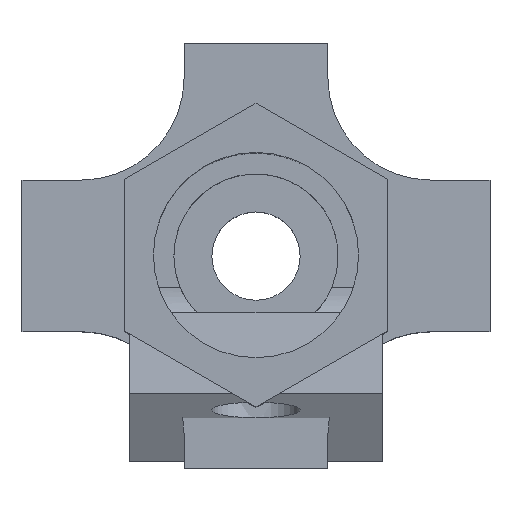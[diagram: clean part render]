
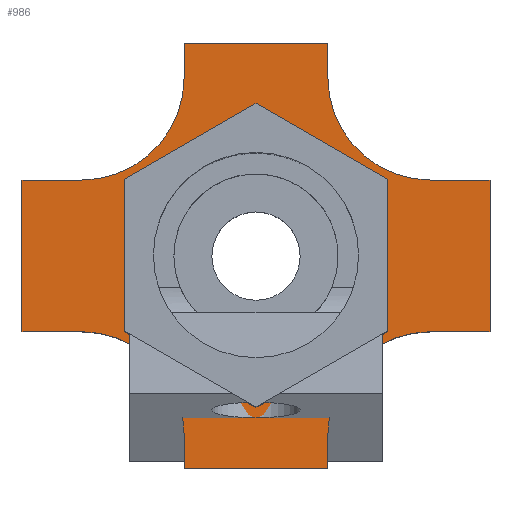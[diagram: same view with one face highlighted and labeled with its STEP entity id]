
A CAD part, top view. The second image highlights one B-rep face of the part: STEP entity #986.
In plain terms, the highlighted planar face has unit normal (0, 0, 1).
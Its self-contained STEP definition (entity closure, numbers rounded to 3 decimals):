
#44=FACE_BOUND('',#163,.T.);
#69=CIRCLE('',#1071,5.);
#70=CIRCLE('',#1072,5.);
#71=CIRCLE('',#1073,5.);
#72=CIRCLE('',#1074,5.);
#107=FACE_OUTER_BOUND('',#162,.T.);
#162=EDGE_LOOP('',(#775,#776,#777,#778,#779,#780,#781,#782,#783,#784,#785,
#786,#787,#788,#789,#790));
#163=EDGE_LOOP('',(#791,#792,#793,#794,#795,#796));
#243=LINE('',#1681,#348);
#244=LINE('',#1683,#349);
#245=LINE('',#1685,#350);
#246=LINE('',#1689,#351);
#247=LINE('',#1691,#352);
#248=LINE('',#1693,#353);
#249=LINE('',#1697,#354);
#250=LINE('',#1699,#355);
#251=LINE('',#1701,#356);
#252=LINE('',#1705,#357);
#253=LINE('',#1707,#358);
#254=LINE('',#1708,#359);
#255=LINE('',#1711,#360);
#256=LINE('',#1713,#361);
#257=LINE('',#1715,#362);
#258=LINE('',#1717,#363);
#259=LINE('',#1719,#364);
#260=LINE('',#1720,#365);
#348=VECTOR('',#1243,10.);
#349=VECTOR('',#1244,10.);
#350=VECTOR('',#1245,10.);
#351=VECTOR('',#1248,10.);
#352=VECTOR('',#1249,10.);
#353=VECTOR('',#1250,10.);
#354=VECTOR('',#1253,10.);
#355=VECTOR('',#1254,10.);
#356=VECTOR('',#1255,10.);
#357=VECTOR('',#1258,10.);
#358=VECTOR('',#1259,10.);
#359=VECTOR('',#1260,10.);
#360=VECTOR('',#1261,10.);
#361=VECTOR('',#1262,10.);
#362=VECTOR('',#1263,10.);
#363=VECTOR('',#1264,10.);
#364=VECTOR('',#1265,10.);
#365=VECTOR('',#1266,10.);
#456=VERTEX_POINT('',#1677);
#457=VERTEX_POINT('',#1678);
#458=VERTEX_POINT('',#1680);
#459=VERTEX_POINT('',#1682);
#460=VERTEX_POINT('',#1684);
#461=VERTEX_POINT('',#1686);
#462=VERTEX_POINT('',#1688);
#463=VERTEX_POINT('',#1690);
#464=VERTEX_POINT('',#1692);
#465=VERTEX_POINT('',#1694);
#466=VERTEX_POINT('',#1696);
#467=VERTEX_POINT('',#1698);
#468=VERTEX_POINT('',#1700);
#469=VERTEX_POINT('',#1702);
#470=VERTEX_POINT('',#1704);
#471=VERTEX_POINT('',#1706);
#472=VERTEX_POINT('',#1709);
#473=VERTEX_POINT('',#1710);
#474=VERTEX_POINT('',#1712);
#475=VERTEX_POINT('',#1714);
#476=VERTEX_POINT('',#1716);
#477=VERTEX_POINT('',#1718);
#573=EDGE_CURVE('',#456,#457,#69,.F.);
#574=EDGE_CURVE('',#457,#458,#243,.T.);
#575=EDGE_CURVE('',#458,#459,#244,.T.);
#576=EDGE_CURVE('',#459,#460,#245,.T.);
#577=EDGE_CURVE('',#461,#460,#70,.T.);
#578=EDGE_CURVE('',#461,#462,#246,.T.);
#579=EDGE_CURVE('',#462,#463,#247,.T.);
#580=EDGE_CURVE('',#463,#464,#248,.T.);
#581=EDGE_CURVE('',#464,#465,#71,.F.);
#582=EDGE_CURVE('',#465,#466,#249,.T.);
#583=EDGE_CURVE('',#466,#467,#250,.T.);
#584=EDGE_CURVE('',#467,#468,#251,.T.);
#585=EDGE_CURVE('',#469,#468,#72,.T.);
#586=EDGE_CURVE('',#469,#470,#252,.T.);
#587=EDGE_CURVE('',#470,#471,#253,.T.);
#588=EDGE_CURVE('',#471,#456,#254,.T.);
#589=EDGE_CURVE('',#472,#473,#255,.T.);
#590=EDGE_CURVE('',#474,#472,#256,.T.);
#591=EDGE_CURVE('',#475,#474,#257,.T.);
#592=EDGE_CURVE('',#476,#475,#258,.T.);
#593=EDGE_CURVE('',#477,#476,#259,.T.);
#594=EDGE_CURVE('',#473,#477,#260,.T.);
#775=ORIENTED_EDGE('',*,*,#573,.T.);
#776=ORIENTED_EDGE('',*,*,#574,.T.);
#777=ORIENTED_EDGE('',*,*,#575,.T.);
#778=ORIENTED_EDGE('',*,*,#576,.T.);
#779=ORIENTED_EDGE('',*,*,#577,.F.);
#780=ORIENTED_EDGE('',*,*,#578,.T.);
#781=ORIENTED_EDGE('',*,*,#579,.T.);
#782=ORIENTED_EDGE('',*,*,#580,.T.);
#783=ORIENTED_EDGE('',*,*,#581,.T.);
#784=ORIENTED_EDGE('',*,*,#582,.T.);
#785=ORIENTED_EDGE('',*,*,#583,.T.);
#786=ORIENTED_EDGE('',*,*,#584,.T.);
#787=ORIENTED_EDGE('',*,*,#585,.F.);
#788=ORIENTED_EDGE('',*,*,#586,.T.);
#789=ORIENTED_EDGE('',*,*,#587,.T.);
#790=ORIENTED_EDGE('',*,*,#588,.T.);
#791=ORIENTED_EDGE('',*,*,#589,.F.);
#792=ORIENTED_EDGE('',*,*,#590,.F.);
#793=ORIENTED_EDGE('',*,*,#591,.F.);
#794=ORIENTED_EDGE('',*,*,#592,.F.);
#795=ORIENTED_EDGE('',*,*,#593,.F.);
#796=ORIENTED_EDGE('',*,*,#594,.F.);
#940=PLANE('',#1070);
#986=ADVANCED_FACE('',(#107,#44),#940,.T.);
#1070=AXIS2_PLACEMENT_3D('',#1676,#1239,#1240);
#1071=AXIS2_PLACEMENT_3D('',#1679,#1241,#1242);
#1072=AXIS2_PLACEMENT_3D('',#1687,#1246,#1247);
#1073=AXIS2_PLACEMENT_3D('',#1695,#1251,#1252);
#1074=AXIS2_PLACEMENT_3D('',#1703,#1256,#1257);
#1239=DIRECTION('center_axis',(0.,0.,1.));
#1240=DIRECTION('ref_axis',(1.,0.,0.));
#1241=DIRECTION('center_axis',(0.,0.,1.));
#1242=DIRECTION('ref_axis',(0.,-1.,0.));
#1243=DIRECTION('',(-1.,0.,0.));
#1244=DIRECTION('',(0.,-1.,0.));
#1245=DIRECTION('',(1.,0.,0.));
#1246=DIRECTION('center_axis',(0.,0.,1.));
#1247=DIRECTION('ref_axis',(0.,1.,0.));
#1248=DIRECTION('',(0.,-1.,0.));
#1249=DIRECTION('',(1.,0.,0.));
#1250=DIRECTION('',(0.,1.,0.));
#1251=DIRECTION('center_axis',(0.,0.,1.));
#1252=DIRECTION('ref_axis',(0.,1.,0.));
#1253=DIRECTION('',(1.,0.,0.));
#1254=DIRECTION('',(0.,1.,0.));
#1255=DIRECTION('',(-1.,0.,0.));
#1256=DIRECTION('center_axis',(0.,0.,1.));
#1257=DIRECTION('ref_axis',(0.,-1.,0.));
#1258=DIRECTION('',(0.,1.,0.));
#1259=DIRECTION('',(-1.,0.,0.));
#1260=DIRECTION('',(0.,-1.,0.));
#1261=DIRECTION('',(0.866,-0.5,0.));
#1262=DIRECTION('',(0.,-1.,0.));
#1263=DIRECTION('',(-0.866,-0.5,0.));
#1264=DIRECTION('',(-0.866,0.5,0.));
#1265=DIRECTION('',(0.,1.,0.));
#1266=DIRECTION('',(0.866,0.5,0.));
#1676=CARTESIAN_POINT('Origin',(-8.9,0.,7.));
#1677=CARTESIAN_POINT('',(-3.5,8.695,7.));
#1678=CARTESIAN_POINT('',(-8.5,3.695,7.));
#1679=CARTESIAN_POINT('Origin',(-8.5,8.695,7.));
#1680=CARTESIAN_POINT('',(-11.4,3.695,7.));
#1681=CARTESIAN_POINT('',(-6.4,3.695,7.));
#1682=CARTESIAN_POINT('',(-11.4,-3.695,7.));
#1683=CARTESIAN_POINT('',(-11.4,3.695,7.));
#1684=CARTESIAN_POINT('',(-8.5,-3.695,7.));
#1685=CARTESIAN_POINT('',(-11.4,-3.695,7.));
#1686=CARTESIAN_POINT('',(-3.5,-8.695,7.));
#1687=CARTESIAN_POINT('Origin',(-8.5,-8.695,7.));
#1688=CARTESIAN_POINT('',(-3.5,-10.369,7.));
#1689=CARTESIAN_POINT('',(-3.5,-10.369,7.));
#1690=CARTESIAN_POINT('',(3.5,-10.369,7.));
#1691=CARTESIAN_POINT('',(3.5,-10.369,7.));
#1692=CARTESIAN_POINT('',(3.5,-8.695,7.));
#1693=CARTESIAN_POINT('',(3.5,-5.369,7.));
#1694=CARTESIAN_POINT('',(8.5,-3.695,7.));
#1695=CARTESIAN_POINT('Origin',(8.5,-8.695,7.));
#1696=CARTESIAN_POINT('',(11.4,-3.695,7.));
#1697=CARTESIAN_POINT('',(11.4,-3.695,7.));
#1698=CARTESIAN_POINT('',(11.4,3.695,7.));
#1699=CARTESIAN_POINT('',(11.4,3.695,7.));
#1700=CARTESIAN_POINT('',(8.5,3.695,7.));
#1701=CARTESIAN_POINT('',(6.4,3.695,7.));
#1702=CARTESIAN_POINT('',(3.5,8.695,7.));
#1703=CARTESIAN_POINT('Origin',(8.5,8.695,7.));
#1704=CARTESIAN_POINT('',(3.5,10.369,7.));
#1705=CARTESIAN_POINT('',(3.5,5.369,7.));
#1706=CARTESIAN_POINT('',(-3.5,10.369,7.));
#1707=CARTESIAN_POINT('',(3.5,10.369,7.));
#1708=CARTESIAN_POINT('',(-3.5,10.369,7.));
#1709=CARTESIAN_POINT('',(-6.4,-3.695,7.));
#1710=CARTESIAN_POINT('',(0.,-7.39,7.));
#1711=CARTESIAN_POINT('',(-4.8,-4.619,7.));
#1712=CARTESIAN_POINT('',(-6.4,3.695,7.));
#1713=CARTESIAN_POINT('',(-6.4,1.848,7.));
#1714=CARTESIAN_POINT('',(0.,7.39,7.));
#1715=CARTESIAN_POINT('',(-1.6,6.466,7.));
#1716=CARTESIAN_POINT('',(6.4,3.695,7.));
#1717=CARTESIAN_POINT('',(4.8,4.619,7.));
#1718=CARTESIAN_POINT('',(6.4,-3.695,7.));
#1719=CARTESIAN_POINT('',(6.4,-2.771,7.));
#1720=CARTESIAN_POINT('',(1.6,-6.466,7.));
